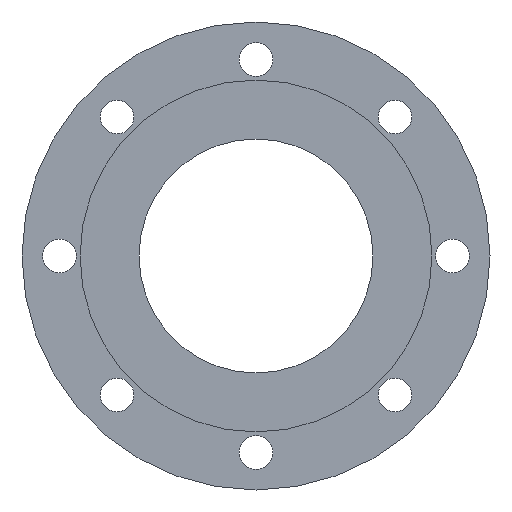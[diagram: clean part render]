
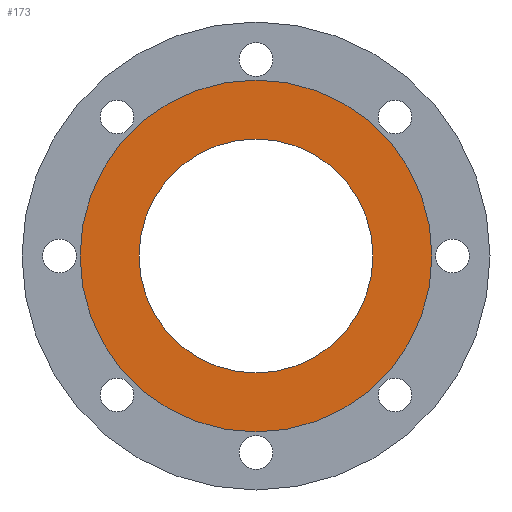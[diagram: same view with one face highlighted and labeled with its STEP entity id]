
A CAD part, front view. The second image highlights one B-rep face of the part: STEP entity #173.
In plain terms, the highlighted planar face has unit normal (0, -1, 0).
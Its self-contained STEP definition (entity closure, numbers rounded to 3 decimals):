
#10 = EDGE_CURVE ( 'NONE', #1045, #847, #268, .T. ) ;
#53 = ORIENTED_EDGE ( 'NONE', *, *, #10, .F. ) ;
#85 = ORIENTED_EDGE ( 'NONE', *, *, #249, .T. ) ;
#113 = ORIENTED_EDGE ( 'NONE', *, *, #784, .F. ) ;
#124 = CARTESIAN_POINT ( 'NONE',  ( 0., 0., 0. ) ) ;
#138 = AXIS2_PLACEMENT_3D ( 'NONE', #339, #1021, #251 ) ;
#139 = VERTEX_POINT ( 'NONE', #1082 ) ;
#144 = CARTESIAN_POINT ( 'NONE',  ( 0., 0., 62.5 ) ) ;
#158 = EDGE_LOOP ( 'NONE', ( #85, #275 ) ) ;
#173 = ADVANCED_FACE ( 'NONE', ( #995, #592 ), #931, .T. ) ;
#249 = EDGE_CURVE ( 'NONE', #139, #671, #291, .T. ) ;
#251 = DIRECTION ( 'NONE',  ( 0., 0., 1. ) ) ;
#261 = CIRCLE ( 'NONE', #793, 62.5 ) ;
#268 = CIRCLE ( 'NONE', #1101, 94. ) ;
#275 = ORIENTED_EDGE ( 'NONE', *, *, #521, .T. ) ;
#291 = CIRCLE ( 'NONE', #912, 62.5 ) ;
#298 = CIRCLE ( 'NONE', #138, 94. ) ;
#339 = CARTESIAN_POINT ( 'NONE',  ( 0., 0., 0. ) ) ;
#461 = DIRECTION ( 'NONE',  ( 0., 1., 0. ) ) ;
#476 = DIRECTION ( 'NONE',  ( 0., 1., 0. ) ) ;
#483 = DIRECTION ( 'NONE',  ( 0., -1., 0. ) ) ;
#521 = EDGE_CURVE ( 'NONE', #671, #139, #261, .T. ) ;
#592 = FACE_OUTER_BOUND ( 'NONE', #959, .T. ) ;
#659 = CARTESIAN_POINT ( 'NONE',  ( 0., 0., -62.5 ) ) ;
#671 = VERTEX_POINT ( 'NONE', #659 ) ;
#694 = DIRECTION ( 'NONE',  ( 0., 0., 1. ) ) ;
#731 = AXIS2_PLACEMENT_3D ( 'NONE', #144, #483, #1000 ) ;
#784 = EDGE_CURVE ( 'NONE', #847, #1045, #298, .T. ) ;
#793 = AXIS2_PLACEMENT_3D ( 'NONE', #913, #476, #984 ) ;
#799 = CARTESIAN_POINT ( 'NONE',  ( 0., 0., 94. ) ) ;
#803 = DIRECTION ( 'NONE',  ( 0., 0., 1. ) ) ;
#847 = VERTEX_POINT ( 'NONE', #939 ) ;
#912 = AXIS2_PLACEMENT_3D ( 'NONE', #1102, #1019, #694 ) ;
#913 = CARTESIAN_POINT ( 'NONE',  ( 0., 0., 0. ) ) ;
#931 = PLANE ( 'NONE',  #731 ) ;
#939 = CARTESIAN_POINT ( 'NONE',  ( 0., 0., -94. ) ) ;
#959 = EDGE_LOOP ( 'NONE', ( #53, #113 ) ) ;
#984 = DIRECTION ( 'NONE',  ( 0., 0., 1. ) ) ;
#995 = FACE_BOUND ( 'NONE', #158, .T. ) ;
#1000 = DIRECTION ( 'NONE',  ( 0., 0., -1. ) ) ;
#1019 = DIRECTION ( 'NONE',  ( 0., 1., 0. ) ) ;
#1021 = DIRECTION ( 'NONE',  ( 0., 1., 0. ) ) ;
#1045 = VERTEX_POINT ( 'NONE', #799 ) ;
#1082 = CARTESIAN_POINT ( 'NONE',  ( 0., 0., 62.5 ) ) ;
#1101 = AXIS2_PLACEMENT_3D ( 'NONE', #124, #461, #803 ) ;
#1102 = CARTESIAN_POINT ( 'NONE',  ( 0., 0., 0. ) ) ;
